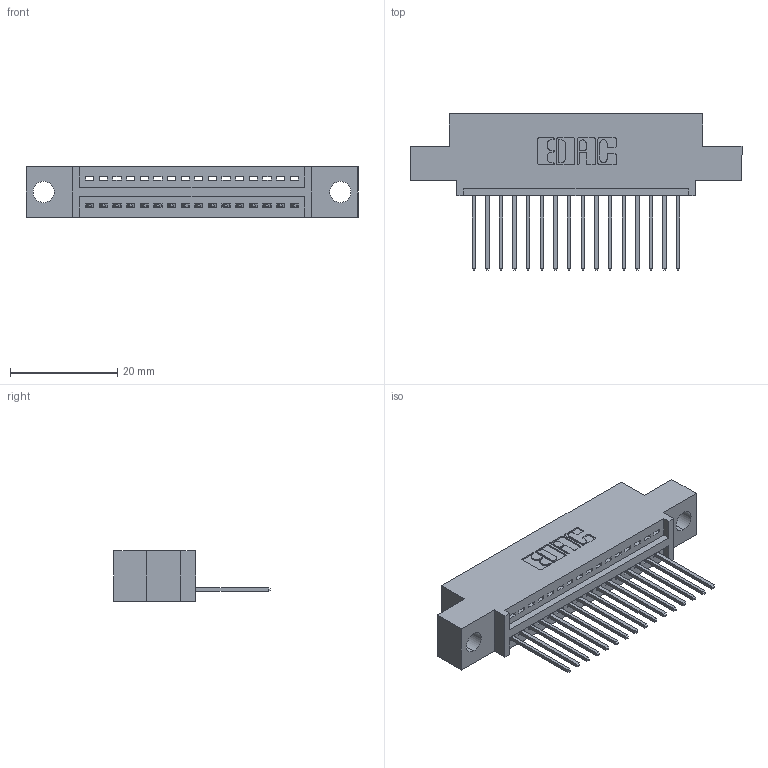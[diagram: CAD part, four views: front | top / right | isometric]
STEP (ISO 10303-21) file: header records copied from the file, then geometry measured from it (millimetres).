
FILE_DESCRIPTION (( 'STEP AP203' ), '1' );
FILE_NAME ('345-016-540-404.STEP', '2018-08-18T23:13:59', ( '' ), ( '' ), 'SwSTEP 2.0', 'SolidWorks 2016', '' );
FILE_SCHEMA (( 'CONFIG_CONTROL_DESIGN' ));
Length unit declared in the file: inch
Products named in the file (3): 345-292-001_345-293-140; 345-016-540-404; 345 Part_0.110 Offset - 0.156 Dia-TH
Assembly tree (17 placements, depth 2):
  345-016-540-404
    345 Part_0.110 Offset - 0.156 Dia-TH
    345-292-001_345-293-140  x16
Bounding box: 61.85 x 29.13 x 9.4 mm (x, y, z)
Volume: 5521.9 mm3; surface area: 7031.3 mm2
Topology: 17 solids, 17 shells, 1058 faces, 3169 edges, 2090 vertices
Faces by surface type: plane 724, cylinder 334
Entity records: 15695 total; most frequent: CARTESIAN_POINT 2728, ORIENTED_EDGE 2678, DIRECTION 2419, EDGE_CURVE 1339, LINE 1143, VECTOR 1143, VERTEX_POINT 890, AXIS2_PLACEMENT_3D 638
